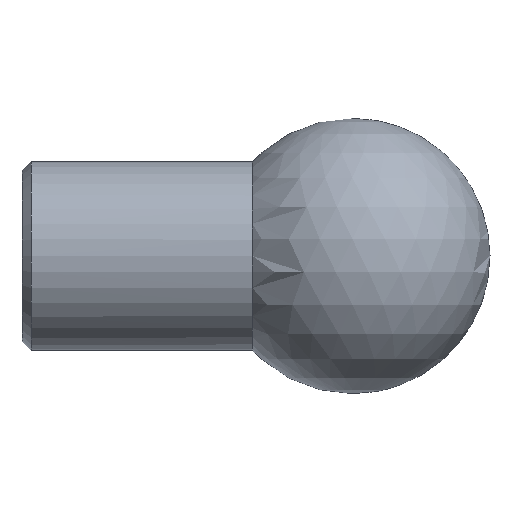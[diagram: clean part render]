
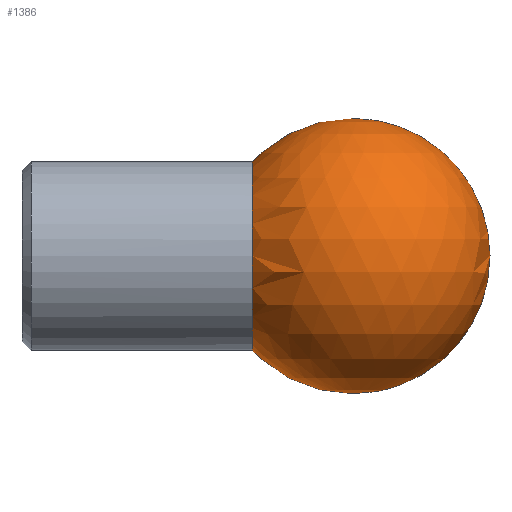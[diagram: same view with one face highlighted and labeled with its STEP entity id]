
A CAD part, top view. The second image highlights one B-rep face of the part: STEP entity #1386.
In plain terms, the highlighted spherical face has radius 7.5 mm.
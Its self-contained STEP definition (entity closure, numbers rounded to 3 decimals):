
#36=FACE_BOUND('',#225,.T.);
#43=SPHERICAL_SURFACE('',#1530,7.5);
#141=FACE_OUTER_BOUND('',#224,.T.);
#224=EDGE_LOOP('',(#1174,#1175));
#225=EDGE_LOOP('',(#1176,#1177));
#365=CIRCLE('',#1522,5.15);
#371=CIRCLE('',#1531,7.5);
#372=CIRCLE('',#1532,5.763);
#629=VERTEX_POINT('',#19568);
#630=VERTEX_POINT('',#19570);
#635=VERTEX_POINT('',#19772);
#636=VERTEX_POINT('',#19773);
#823=EDGE_CURVE('',#630,#629,#365,.T.);
#831=EDGE_CURVE('',#635,#636,#371,.T.);
#832=EDGE_CURVE('',#629,#630,#372,.T.);
#1174=ORIENTED_EDGE('',*,*,#831,.T.);
#1175=ORIENTED_EDGE('',*,*,#831,.F.);
#1176=ORIENTED_EDGE('',*,*,#823,.T.);
#1177=ORIENTED_EDGE('',*,*,#832,.T.);
#1386=ADVANCED_FACE('',(#141,#36),#43,.T.);
#1522=AXIS2_PLACEMENT_3D('',#19571,#1798,#1799);
#1530=AXIS2_PLACEMENT_3D('',#19771,#1814,#1815);
#1531=AXIS2_PLACEMENT_3D('',#19774,#1816,#1817);
#1532=AXIS2_PLACEMENT_3D('',#19775,#1818,#1819);
#1798=DIRECTION('center_axis',(1.,0.,0.));
#1799=DIRECTION('ref_axis',(0.,1.,0.));
#1814=DIRECTION('center_axis',(0.,1.,0.));
#1815=DIRECTION('ref_axis',(-1.,0.,0.));
#1816=DIRECTION('center_axis',(0.,0.,-1.));
#1817=DIRECTION('ref_axis',(1.,0.,0.));
#1818=DIRECTION('center_axis',(0.,0.,1.));
#1819=DIRECTION('ref_axis',(0.,-1.,0.));
#19568=CARTESIAN_POINT('',(12.548,-1.866,-4.8));
#19570=CARTESIAN_POINT('',(12.548,1.866,-4.8));
#19571=CARTESIAN_POINT('Origin',(12.548,0.,0.));
#19771=CARTESIAN_POINT('Origin',(18.,0.,0.));
#19772=CARTESIAN_POINT('',(18.,7.5,0.));
#19773=CARTESIAN_POINT('',(18.,-7.5,0.));
#19774=CARTESIAN_POINT('Origin',(18.,0.,0.));
#19775=CARTESIAN_POINT('Origin',(18.,0.,-4.8));
